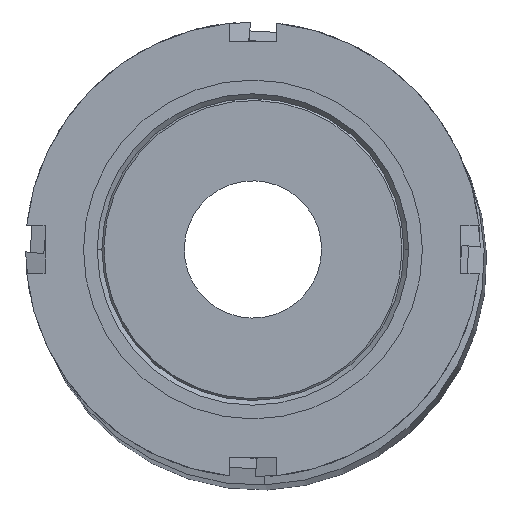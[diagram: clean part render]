
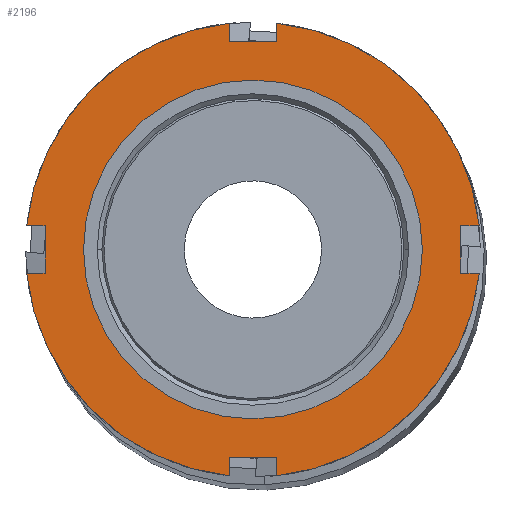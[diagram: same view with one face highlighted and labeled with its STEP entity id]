
A CAD part, front view. The second image highlights one B-rep face of the part: STEP entity #2196.
In plain terms, the highlighted planar face has unit normal (0, -1, 0).
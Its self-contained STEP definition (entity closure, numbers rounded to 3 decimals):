
#7 = AXIS2_PLACEMENT_3D ( 'NONE', #3162, #2819, #807 ) ;
#12 = CARTESIAN_POINT ( 'NONE',  ( 0., -20.269, 0. ) ) ;
#49 = ORIENTED_EDGE ( 'NONE', *, *, #674, .T. ) ;
#91 = EDGE_LOOP ( 'NONE', ( #4268, #3590, #3091, #1684, #3700, #3502, #49, #1937, #2201, #1090, #3271, #1121, #2018, #4206, #2076, #3356 ) ) ;
#99 = CARTESIAN_POINT ( 'NONE',  ( 26.5, -20.269, 3. ) ) ;
#132 = LINE ( 'NONE', #2896, #2752 ) ;
#140 = DIRECTION ( 'NONE',  ( 0., 0., -1. ) ) ;
#154 = VERTEX_POINT ( 'NONE', #1756 ) ;
#160 = DIRECTION ( 'NONE',  ( 1., 0., 0. ) ) ;
#185 = VERTEX_POINT ( 'NONE', #3249 ) ;
#197 = DIRECTION ( 'NONE',  ( 0., 0., 1. ) ) ;
#227 = DIRECTION ( 'NONE',  ( -1., 0., 0. ) ) ;
#235 = CIRCLE ( 'NONE', #940, 29. ) ;
#239 = DIRECTION ( 'NONE',  ( -1., 0., 0. ) ) ;
#264 = CARTESIAN_POINT ( 'NONE',  ( 3., -20.269, 26.5 ) ) ;
#265 = CARTESIAN_POINT ( 'NONE',  ( -26.5, -20.269, 3. ) ) ;
#268 = CARTESIAN_POINT ( 'NONE',  ( 3., -20.269, 0. ) ) ;
#276 = DIRECTION ( 'NONE',  ( -1., 0., 0. ) ) ;
#280 = VERTEX_POINT ( 'NONE', #2258 ) ;
#281 = EDGE_CURVE ( 'NONE', #154, #3540, #2708, .T. ) ;
#335 = DIRECTION ( 'NONE',  ( 0., 0., 1. ) ) ;
#354 = LINE ( 'NONE', #268, #3616 ) ;
#372 = EDGE_CURVE ( 'NONE', #2087, #2345, #1075, .T. ) ;
#397 = CARTESIAN_POINT ( 'NONE',  ( -26.5, -20.269, -3. ) ) ;
#434 = LINE ( 'NONE', #456, #3706 ) ;
#456 = CARTESIAN_POINT ( 'NONE',  ( -3., -20.269, 0. ) ) ;
#480 = ORIENTED_EDGE ( 'NONE', *, *, #2655, .T. ) ;
#498 = EDGE_CURVE ( 'NONE', #3552, #280, #1599, .T. ) ;
#504 = VECTOR ( 'NONE', #3257, 1000. ) ;
#513 = VERTEX_POINT ( 'NONE', #1528 ) ;
#583 = DIRECTION ( 'NONE',  ( -1., 0., 0. ) ) ;
#594 = EDGE_CURVE ( 'NONE', #2117, #3243, #2874, .T. ) ;
#622 = VERTEX_POINT ( 'NONE', #264 ) ;
#631 = DIRECTION ( 'NONE',  ( 0., 0., 1. ) ) ;
#644 = FACE_BOUND ( 'NONE', #2231, .T. ) ;
#665 = EDGE_CURVE ( 'NONE', #622, #886, #3733, .T. ) ;
#674 = EDGE_CURVE ( 'NONE', #154, #3243, #354, .T. ) ;
#689 = CARTESIAN_POINT ( 'NONE',  ( 28.844, -20.269, -3. ) ) ;
#762 = DIRECTION ( 'NONE',  ( 1., 0., 0. ) ) ;
#784 = AXIS2_PLACEMENT_3D ( 'NONE', #4253, #3804, #2900 ) ;
#806 = DIRECTION ( 'NONE',  ( -1., 0., 0. ) ) ;
#807 = DIRECTION ( 'NONE',  ( -1., 0., 0. ) ) ;
#823 = VERTEX_POINT ( 'NONE', #2014 ) ;
#886 = VERTEX_POINT ( 'NONE', #4057 ) ;
#934 = AXIS2_PLACEMENT_3D ( 'NONE', #3265, #4286, #276 ) ;
#940 = AXIS2_PLACEMENT_3D ( 'NONE', #12, #3002, #2654 ) ;
#1073 = CIRCLE ( 'NONE', #4228, 29. ) ;
#1075 = CIRCLE ( 'NONE', #2991, 21.6 ) ;
#1079 = EDGE_CURVE ( 'NONE', #185, #622, #2663, .T. ) ;
#1090 = ORIENTED_EDGE ( 'NONE', *, *, #4326, .F. ) ;
#1121 = ORIENTED_EDGE ( 'NONE', *, *, #2939, .F. ) ;
#1143 = DIRECTION ( 'NONE',  ( 0., 0., -1. ) ) ;
#1207 = CARTESIAN_POINT ( 'NONE',  ( 0., -20.269, 0. ) ) ;
#1254 = LINE ( 'NONE', #3209, #2465 ) ;
#1315 = EDGE_CURVE ( 'NONE', #2266, #823, #1876, .T. ) ;
#1408 = VECTOR ( 'NONE', #631, 1000. ) ;
#1445 = EDGE_CURVE ( 'NONE', #3552, #3891, #1254, .T. ) ;
#1503 = VERTEX_POINT ( 'NONE', #1570 ) ;
#1528 = CARTESIAN_POINT ( 'NONE',  ( 26.5, -20.269, -3. ) ) ;
#1570 = CARTESIAN_POINT ( 'NONE',  ( -3., -20.269, 28.844 ) ) ;
#1574 = CARTESIAN_POINT ( 'NONE',  ( 0., -20.269, 26.5 ) ) ;
#1599 = LINE ( 'NONE', #2511, #2963 ) ;
#1679 = CARTESIAN_POINT ( 'NONE',  ( -3., -20.269, -26.5 ) ) ;
#1684 = ORIENTED_EDGE ( 'NONE', *, *, #3380, .F. ) ;
#1756 = CARTESIAN_POINT ( 'NONE',  ( 3., -20.269, -26.5 ) ) ;
#1820 = VECTOR ( 'NONE', #583, 1000. ) ;
#1858 = VERTEX_POINT ( 'NONE', #2056 ) ;
#1876 = LINE ( 'NONE', #2104, #2313 ) ;
#1937 = ORIENTED_EDGE ( 'NONE', *, *, #594, .F. ) ;
#2014 = CARTESIAN_POINT ( 'NONE',  ( 28.844, -20.269, 3. ) ) ;
#2018 = ORIENTED_EDGE ( 'NONE', *, *, #665, .F. ) ;
#2056 = CARTESIAN_POINT ( 'NONE',  ( -3., -20.269, -28.844 ) ) ;
#2076 = ORIENTED_EDGE ( 'NONE', *, *, #2514, .T. ) ;
#2080 = PLANE ( 'NONE',  #7 ) ;
#2087 = VERTEX_POINT ( 'NONE', #3713 ) ;
#2099 = CARTESIAN_POINT ( 'NONE',  ( 0., -20.269, 0. ) ) ;
#2104 = CARTESIAN_POINT ( 'NONE',  ( 21.6, -20.269, 3. ) ) ;
#2117 = VERTEX_POINT ( 'NONE', #689 ) ;
#2146 = VECTOR ( 'NONE', #335, 1000. ) ;
#2196 = ADVANCED_FACE ( 'NONE', ( #644, #4132 ), #2080, .F. ) ;
#2201 = ORIENTED_EDGE ( 'NONE', *, *, #3755, .F. ) ;
#2231 = EDGE_LOOP ( 'NONE', ( #480, #3345 ) ) ;
#2251 = CARTESIAN_POINT ( 'NONE',  ( 3., -20.269, 0. ) ) ;
#2258 = CARTESIAN_POINT ( 'NONE',  ( -28.844, -20.269, -3. ) ) ;
#2266 = VERTEX_POINT ( 'NONE', #99 ) ;
#2273 = LINE ( 'NONE', #3197, #4160 ) ;
#2313 = VECTOR ( 'NONE', #762, 1000. ) ;
#2345 = VERTEX_POINT ( 'NONE', #3491 ) ;
#2375 = AXIS2_PLACEMENT_3D ( 'NONE', #3272, #3971, #2953 ) ;
#2465 = VECTOR ( 'NONE', #197, 1000. ) ;
#2505 = CIRCLE ( 'NONE', #2375, 29. ) ;
#2511 = CARTESIAN_POINT ( 'NONE',  ( 21.6, -20.269, -3. ) ) ;
#2514 = EDGE_CURVE ( 'NONE', #185, #1503, #4193, .T. ) ;
#2612 = LINE ( 'NONE', #3384, #3130 ) ;
#2654 = DIRECTION ( 'NONE',  ( -1., 0., 0. ) ) ;
#2655 = EDGE_CURVE ( 'NONE', #2345, #2087, #3826, .T. ) ;
#2663 = LINE ( 'NONE', #1574, #504 ) ;
#2708 = LINE ( 'NONE', #3584, #1820 ) ;
#2752 = VECTOR ( 'NONE', #227, 1000. ) ;
#2819 = DIRECTION ( 'NONE',  ( 0., 1., 0. ) ) ;
#2845 = DIRECTION ( 'NONE',  ( -1., 0., 0. ) ) ;
#2873 = CARTESIAN_POINT ( 'NONE',  ( -28.844, -20.269, 3. ) ) ;
#2874 = CIRCLE ( 'NONE', #934, 29. ) ;
#2896 = CARTESIAN_POINT ( 'NONE',  ( 21.6, -20.269, 3. ) ) ;
#2900 = DIRECTION ( 'NONE',  ( -1., 0., 0. ) ) ;
#2939 = EDGE_CURVE ( 'NONE', #886, #823, #235, .T. ) ;
#2953 = DIRECTION ( 'NONE',  ( -1., 0., 0. ) ) ;
#2963 = VECTOR ( 'NONE', #2845, 1000. ) ;
#2991 = AXIS2_PLACEMENT_3D ( 'NONE', #2099, #3145, #806 ) ;
#3002 = DIRECTION ( 'NONE',  ( 0., 1., 0. ) ) ;
#3091 = ORIENTED_EDGE ( 'NONE', *, *, #498, .T. ) ;
#3130 = VECTOR ( 'NONE', #140, 1000. ) ;
#3145 = DIRECTION ( 'NONE',  ( 0., 1., 0. ) ) ;
#3162 = CARTESIAN_POINT ( 'NONE',  ( 21.6, -20.269, 0. ) ) ;
#3197 = CARTESIAN_POINT ( 'NONE',  ( 21.6, -20.269, -3. ) ) ;
#3201 = CARTESIAN_POINT ( 'NONE',  ( 3., -20.269, -28.844 ) ) ;
#3209 = CARTESIAN_POINT ( 'NONE',  ( -26.5, -20.269, 0. ) ) ;
#3243 = VERTEX_POINT ( 'NONE', #3201 ) ;
#3249 = CARTESIAN_POINT ( 'NONE',  ( -3., -20.269, 26.5 ) ) ;
#3257 = DIRECTION ( 'NONE',  ( 1., 0., 0. ) ) ;
#3265 = CARTESIAN_POINT ( 'NONE',  ( 0., -20.269, 0. ) ) ;
#3271 = ORIENTED_EDGE ( 'NONE', *, *, #1315, .T. ) ;
#3272 = CARTESIAN_POINT ( 'NONE',  ( 0., -20.269, 0. ) ) ;
#3325 = EDGE_CURVE ( 'NONE', #3891, #3707, #132, .T. ) ;
#3339 = CARTESIAN_POINT ( 'NONE',  ( -3., -20.269, 0. ) ) ;
#3345 = ORIENTED_EDGE ( 'NONE', *, *, #372, .T. ) ;
#3356 = ORIENTED_EDGE ( 'NONE', *, *, #3421, .F. ) ;
#3371 = EDGE_CURVE ( 'NONE', #3540, #1858, #434, .T. ) ;
#3380 = EDGE_CURVE ( 'NONE', #1858, #280, #1073, .T. ) ;
#3384 = CARTESIAN_POINT ( 'NONE',  ( 26.5, -20.269, 0. ) ) ;
#3421 = EDGE_CURVE ( 'NONE', #3707, #1503, #2505, .T. ) ;
#3491 = CARTESIAN_POINT ( 'NONE',  ( -21.6, -20.269, 0. ) ) ;
#3502 = ORIENTED_EDGE ( 'NONE', *, *, #281, .F. ) ;
#3540 = VERTEX_POINT ( 'NONE', #1679 ) ;
#3552 = VERTEX_POINT ( 'NONE', #397 ) ;
#3584 = CARTESIAN_POINT ( 'NONE',  ( 0., -20.269, -26.5 ) ) ;
#3590 = ORIENTED_EDGE ( 'NONE', *, *, #1445, .F. ) ;
#3616 = VECTOR ( 'NONE', #3690, 1000. ) ;
#3690 = DIRECTION ( 'NONE',  ( 0., 0., -1. ) ) ;
#3700 = ORIENTED_EDGE ( 'NONE', *, *, #3371, .F. ) ;
#3706 = VECTOR ( 'NONE', #1143, 1000. ) ;
#3707 = VERTEX_POINT ( 'NONE', #2873 ) ;
#3713 = CARTESIAN_POINT ( 'NONE',  ( 21.6, -20.269, 0. ) ) ;
#3733 = LINE ( 'NONE', #2251, #1408 ) ;
#3755 = EDGE_CURVE ( 'NONE', #513, #2117, #2273, .T. ) ;
#3804 = DIRECTION ( 'NONE',  ( 0., 1., 0. ) ) ;
#3826 = CIRCLE ( 'NONE', #784, 21.6 ) ;
#3891 = VERTEX_POINT ( 'NONE', #265 ) ;
#3926 = DIRECTION ( 'NONE',  ( 0., 1., 0. ) ) ;
#3971 = DIRECTION ( 'NONE',  ( 0., 1., 0. ) ) ;
#4057 = CARTESIAN_POINT ( 'NONE',  ( 3., -20.269, 28.844 ) ) ;
#4132 = FACE_OUTER_BOUND ( 'NONE', #91, .T. ) ;
#4160 = VECTOR ( 'NONE', #160, 1000. ) ;
#4193 = LINE ( 'NONE', #3339, #2146 ) ;
#4206 = ORIENTED_EDGE ( 'NONE', *, *, #1079, .F. ) ;
#4228 = AXIS2_PLACEMENT_3D ( 'NONE', #1207, #3926, #239 ) ;
#4253 = CARTESIAN_POINT ( 'NONE',  ( 0., -20.269, 0. ) ) ;
#4268 = ORIENTED_EDGE ( 'NONE', *, *, #3325, .F. ) ;
#4286 = DIRECTION ( 'NONE',  ( 0., 1., 0. ) ) ;
#4326 = EDGE_CURVE ( 'NONE', #2266, #513, #2612, .T. ) ;
